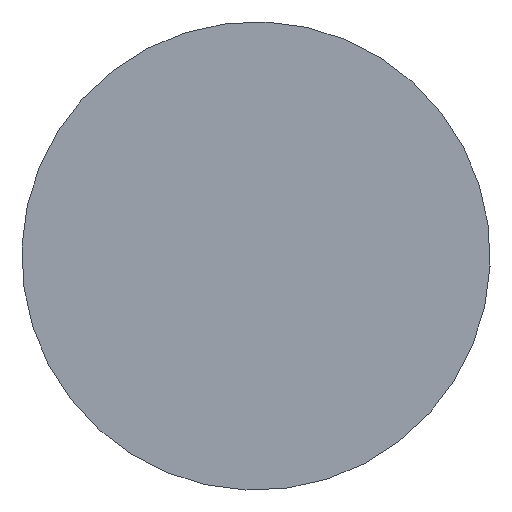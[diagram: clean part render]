
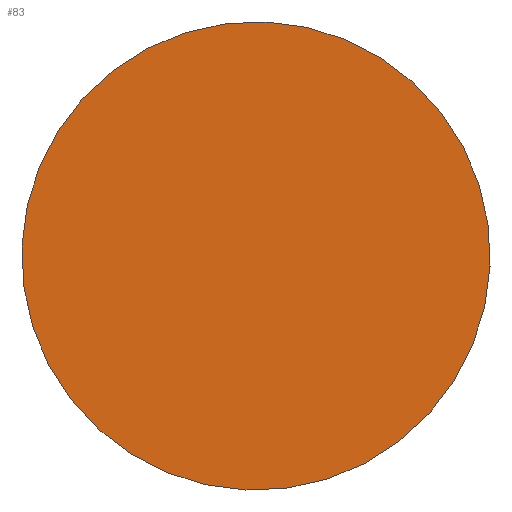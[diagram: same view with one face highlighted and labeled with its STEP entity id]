
A CAD part, left-side view. The second image highlights one B-rep face of the part: STEP entity #83.
In plain terms, the highlighted face is planar.
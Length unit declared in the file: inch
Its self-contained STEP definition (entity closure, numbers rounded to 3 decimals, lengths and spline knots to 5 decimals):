
#6 = EDGE_LOOP ( 'NONE', ( #82, #23 ) ) ;
#19 = EDGE_CURVE ( 'NONE', #57, #173, #30, .T. ) ;
#23 = ORIENTED_EDGE ( 'NONE', *, *, #19, .F. ) ;
#24 = DIRECTION ( 'NONE',  ( 1., 0., 0. ) ) ;
#25 = PLANE ( 'NONE',  #181 ) ;
#27 = FACE_OUTER_BOUND ( 'NONE', #6, .T. ) ;
#30 = CIRCLE ( 'NONE', #126, 0.64961 ) ;
#57 = VERTEX_POINT ( 'NONE', #143 ) ;
#59 = EDGE_CURVE ( 'NONE', #173, #57, #134, .T. ) ;
#82 = ORIENTED_EDGE ( 'NONE', *, *, #59, .F. ) ;
#83 = ADVANCED_FACE ( 'NONE', ( #27 ), #25, .F. ) ;
#84 = DIRECTION ( 'NONE',  ( 1., 0., 0. ) ) ;
#89 = AXIS2_PLACEMENT_3D ( 'NONE', #98, #166, #84 ) ;
#98 = CARTESIAN_POINT ( 'NONE',  ( 0., 0., 0. ) ) ;
#118 = CARTESIAN_POINT ( 'NONE',  ( -0.64961, 0., 0. ) ) ;
#126 = AXIS2_PLACEMENT_3D ( 'NONE', #138, #128, #24 ) ;
#128 = DIRECTION ( 'NONE',  ( 0., 0., 1. ) ) ;
#134 = CIRCLE ( 'NONE', #89, 0.64961 ) ;
#138 = CARTESIAN_POINT ( 'NONE',  ( 0., 0., 0. ) ) ;
#143 = CARTESIAN_POINT ( 'NONE',  ( 0.64961, 0., 0. ) ) ;
#154 = CARTESIAN_POINT ( 'NONE',  ( 0., 0., 0. ) ) ;
#155 = DIRECTION ( 'NONE',  ( 0., 0., 1. ) ) ;
#166 = DIRECTION ( 'NONE',  ( 0., 0., 1. ) ) ;
#173 = VERTEX_POINT ( 'NONE', #118 ) ;
#180 = DIRECTION ( 'NONE',  ( 1., 0., 0. ) ) ;
#181 = AXIS2_PLACEMENT_3D ( 'NONE', #154, #155, #180 ) ;
